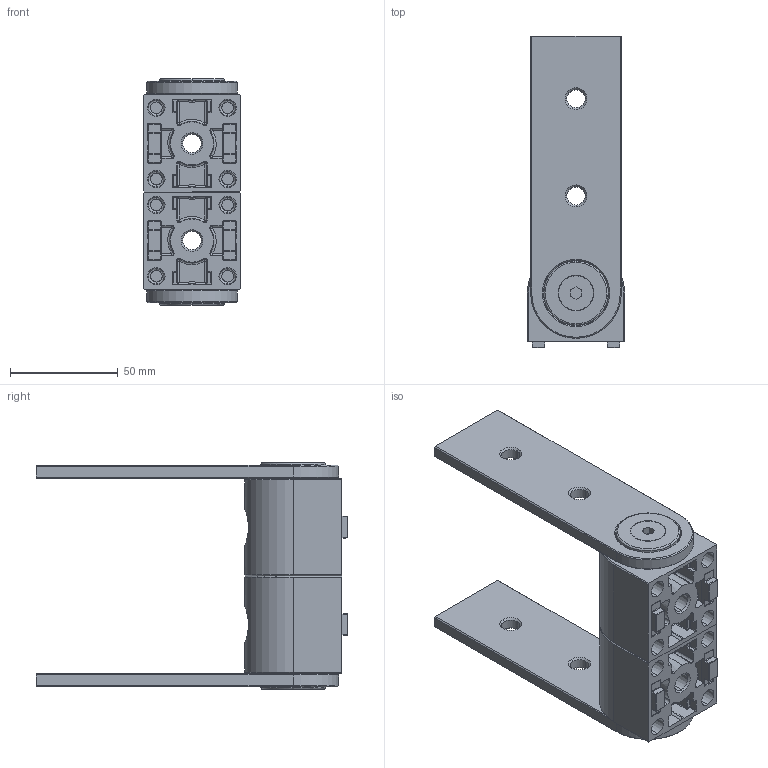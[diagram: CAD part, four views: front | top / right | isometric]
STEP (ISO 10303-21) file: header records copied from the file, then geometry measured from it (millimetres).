
FILE_DESCRIPTION (( 'STEP AP203' ), '1' );
FILE_NAME ('163019.step', '2023-01-11T15:44:22', ( '' ), ( '' ), 'SwSTEP 2.0', 'SolidWorks 2021', '' );
FILE_SCHEMA (( 'CONFIG_CONTROL_DESIGN' ));
Length unit declared in the file: inch
Products named in the file (1): 163019
Bounding box: 45 x 144.3 x 104.9 mm (x, y, z)
Volume: 197369.6 mm3; surface area: 72805.9 mm2
Topology: 15 solids, 15 shells, 1384 faces, 3150 edges, 1821 vertices
Faces by surface type: cylinder 452, bspline 355, plane 353, cone 224
Entity records: 48047 total; most frequent: CARTESIAN_POINT 19335, ORIENTED_EDGE 6268, DIRECTION 5593, EDGE_CURVE 3134, AXIS2_PLACEMENT_3D 2141, VERTEX_POINT 1821, EDGE_LOOP 1457, FACE_OUTER_BOUND 1384
